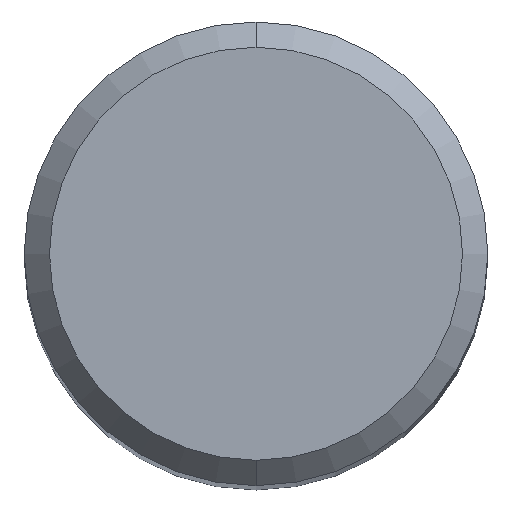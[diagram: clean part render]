
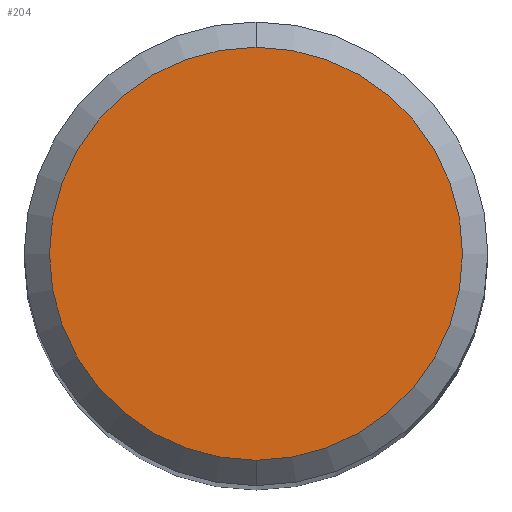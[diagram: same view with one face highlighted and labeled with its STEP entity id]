
A CAD part, top view. The second image highlights one B-rep face of the part: STEP entity #204.
In plain terms, the highlighted planar face has unit normal (0, 0, 1).
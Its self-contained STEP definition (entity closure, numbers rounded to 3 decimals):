
#184=VERTEX_POINT('',#485);
#204=ADVANCED_FACE('',(#506),#507,.T.);
#214=EDGE_CURVE('',#184,#404,#517,.T.);
#226=EDGE_CURVE('',#404,#184,#530,.T.);
#404=VERTEX_POINT('',#728);
#485=CARTESIAN_POINT('',(0.0,4.9,0.0));
#506=FACE_OUTER_BOUND('',#861,.T.);
#507=PLANE('',#862);
#517=CIRCLE('',#876,4.9);
#530=CIRCLE('',#894,4.9);
#728=CARTESIAN_POINT('',(0.,-4.9,0.0));
#861=EDGE_LOOP('',(#1498,#1499));
#862=AXIS2_PLACEMENT_3D('',#1500,#1501,#1502);
#876=AXIS2_PLACEMENT_3D('',#1507,#1508,#1509);
#894=AXIS2_PLACEMENT_3D('',#1520,#1521,#1522);
#1498=ORIENTED_EDGE('',*,*,#214,.F.);
#1499=ORIENTED_EDGE('',*,*,#226,.F.);
#1500=CARTESIAN_POINT('',(0.0,2.45,0.0));
#1501=DIRECTION('',(-0.0,0.0,1.0));
#1502=DIRECTION('',(0.0,-1.0,0.0));
#1507=CARTESIAN_POINT('',(0.0,0.0,0.0));
#1508=DIRECTION('',(0.0,0.0,-1.0));
#1509=DIRECTION('',(0.0,1.0,0.0));
#1520=CARTESIAN_POINT('',(0.0,0.0,0.0));
#1521=DIRECTION('',(0.0,0.0,-1.0));
#1522=DIRECTION('',(0.0,1.0,0.0));
